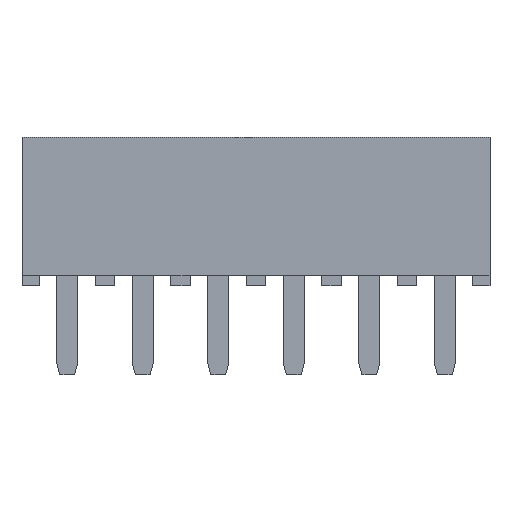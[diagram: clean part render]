
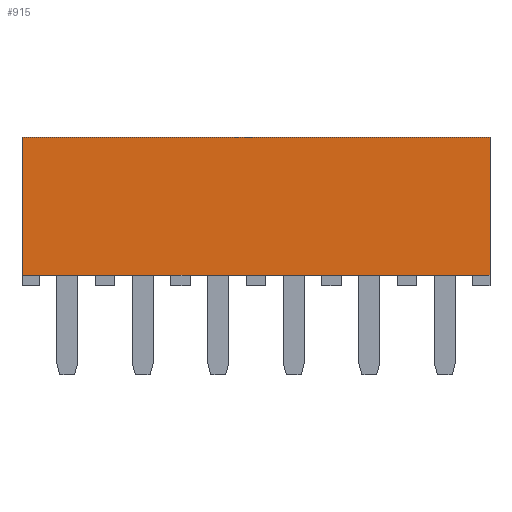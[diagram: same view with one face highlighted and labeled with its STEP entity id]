
A CAD part, top view. The second image highlights one B-rep face of the part: STEP entity #915.
In plain terms, the highlighted planar face has unit normal (0, 0, 1).
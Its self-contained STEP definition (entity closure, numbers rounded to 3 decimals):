
#235 = VERTEX_POINT ( 'NONE', #1875 ) ;
#244 = VERTEX_POINT ( 'NONE', #1890 ) ;
#316 = EDGE_LOOP ( 'NONE', ( #1405, #1395, #1440, #1354 ) ) ;
#583 = EDGE_CURVE ( 'NONE', #1030, #1062, #2637, .T. ) ;
#584 = EDGE_CURVE ( 'NONE', #235, #244, #2587, .T. ) ;
#657 = AXIS2_PLACEMENT_3D ( 'NONE', #3201, #3184, #3190 ) ;
#668 = EDGE_CURVE ( 'NONE', #244, #1062, #2696, .T. ) ;
#670 = EDGE_CURVE ( 'NONE', #235, #1030, #2157, .T. ) ;
#915 = ADVANCED_FACE ( 'NONE', ( #2216 ), #3199, .T. ) ;
#1030 = VERTEX_POINT ( 'NONE', #3536 ) ;
#1062 = VERTEX_POINT ( 'NONE', #3588 ) ;
#1354 = ORIENTED_EDGE ( 'NONE', *, *, #668, .T. ) ;
#1395 = ORIENTED_EDGE ( 'NONE', *, *, #670, .F. ) ;
#1405 = ORIENTED_EDGE ( 'NONE', *, *, #583, .F. ) ;
#1440 = ORIENTED_EDGE ( 'NONE', *, *, #584, .T. ) ;
#1875 = CARTESIAN_POINT ( 'NONE',  ( 0., -4.65, 0. ) ) ;
#1890 = CARTESIAN_POINT ( 'NONE',  ( 15.74, -4.65, 0. ) ) ;
#2156 = VECTOR ( 'NONE', #3087, 1000. ) ;
#2157 = LINE ( 'NONE', #3086, #2156 ) ;
#2216 = FACE_OUTER_BOUND ( 'NONE', #316, .T. ) ;
#2587 = LINE ( 'NONE', #2848, #2638 ) ;
#2618 = VECTOR ( 'NONE', #2860, 1000. ) ;
#2637 = LINE ( 'NONE', #2840, #2618 ) ;
#2638 = VECTOR ( 'NONE', #2835, 1000. ) ;
#2696 = LINE ( 'NONE', #3073, #2750 ) ;
#2750 = VECTOR ( 'NONE', #3085, 1000. ) ;
#2835 = DIRECTION ( 'NONE',  ( 1., 0., 0. ) ) ;
#2840 = CARTESIAN_POINT ( 'NONE',  ( 0., 0., 0. ) ) ;
#2848 = CARTESIAN_POINT ( 'NONE',  ( 0., -4.65, 0. ) ) ;
#2860 = DIRECTION ( 'NONE',  ( 1., 0., 0. ) ) ;
#3073 = CARTESIAN_POINT ( 'NONE',  ( 15.74, -4.65, 0. ) ) ;
#3085 = DIRECTION ( 'NONE',  ( 0., 1., 0. ) ) ;
#3086 = CARTESIAN_POINT ( 'NONE',  ( 0., -4.65, 0. ) ) ;
#3087 = DIRECTION ( 'NONE',  ( 0., 1., 0. ) ) ;
#3184 = DIRECTION ( 'NONE',  ( 0., 0., 1. ) ) ;
#3190 = DIRECTION ( 'NONE',  ( 1., 0., 0. ) ) ;
#3199 = PLANE ( 'NONE',  #657 ) ;
#3201 = CARTESIAN_POINT ( 'NONE',  ( 0., -4.65, 0. ) ) ;
#3536 = CARTESIAN_POINT ( 'NONE',  ( 0., 0., 0. ) ) ;
#3588 = CARTESIAN_POINT ( 'NONE',  ( 15.74, 0., 0. ) ) ;
